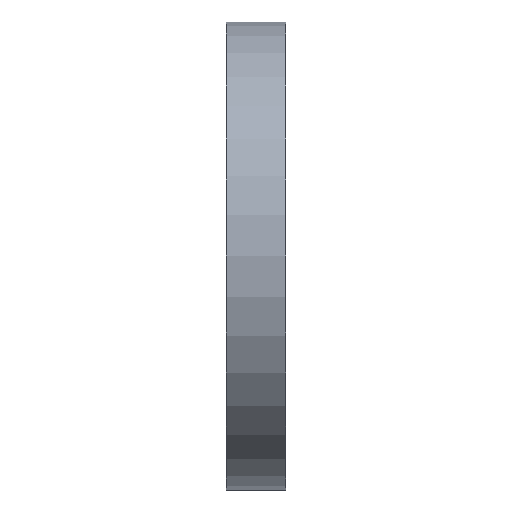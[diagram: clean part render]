
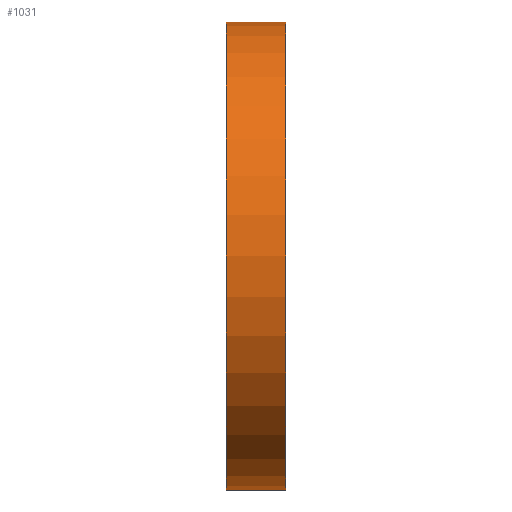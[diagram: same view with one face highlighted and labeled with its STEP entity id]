
A CAD part, front view. The second image highlights one B-rep face of the part: STEP entity #1031.
In plain terms, the highlighted cylindrical face has radius 43 mm (diameter 86 mm), a partial arc.
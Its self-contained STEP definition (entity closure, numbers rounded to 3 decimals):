
#6 = AXIS2_PLACEMENT_3D ( 'NONE', #223, #545, #884 ) ;
#30 = VECTOR ( 'NONE', #1107, 1000. ) ;
#49 = CYLINDRICAL_SURFACE ( 'NONE', #154, 43. ) ;
#112 = CIRCLE ( 'NONE', #623, 43. ) ;
#124 = CARTESIAN_POINT ( 'NONE',  ( 0., 0., -43. ) ) ;
#143 = LINE ( 'NONE', #672, #30 ) ;
#154 = AXIS2_PLACEMENT_3D ( 'NONE', #471, #793, #899 ) ;
#161 = CARTESIAN_POINT ( 'NONE',  ( 0., 0., 0. ) ) ;
#171 = VERTEX_POINT ( 'NONE', #818 ) ;
#221 = VERTEX_POINT ( 'NONE', #1359 ) ;
#223 = CARTESIAN_POINT ( 'NONE',  ( 11., 0., 0. ) ) ;
#425 = VERTEX_POINT ( 'NONE', #1346 ) ;
#471 = CARTESIAN_POINT ( 'NONE',  ( 0., 0., 0. ) ) ;
#489 = EDGE_CURVE ( 'NONE', #1333, #425, #622, .T. ) ;
#545 = DIRECTION ( 'NONE',  ( -1., 0., 0. ) ) ;
#577 = ORIENTED_EDGE ( 'NONE', *, *, #489, .F. ) ;
#622 = LINE ( 'NONE', #124, #787 ) ;
#623 = AXIS2_PLACEMENT_3D ( 'NONE', #161, #1127, #1010 ) ;
#672 = CARTESIAN_POINT ( 'NONE',  ( 0., 0., 43. ) ) ;
#776 = CIRCLE ( 'NONE', #6, 43. ) ;
#787 = VECTOR ( 'NONE', #1058, 1000. ) ;
#793 = DIRECTION ( 'NONE',  ( -1., 0., 0. ) ) ;
#818 = CARTESIAN_POINT ( 'NONE',  ( 0., 0., 43. ) ) ;
#857 = EDGE_CURVE ( 'NONE', #1333, #221, #776, .T. ) ;
#884 = DIRECTION ( 'NONE',  ( 0., 0., 1. ) ) ;
#899 = DIRECTION ( 'NONE',  ( 0., 0., 1. ) ) ;
#933 = ORIENTED_EDGE ( 'NONE', *, *, #857, .T. ) ;
#969 = CARTESIAN_POINT ( 'NONE',  ( 11., 0., -43. ) ) ;
#998 = EDGE_CURVE ( 'NONE', #221, #171, #143, .T. ) ;
#1007 = FACE_OUTER_BOUND ( 'NONE', #1096, .T. ) ;
#1010 = DIRECTION ( 'NONE',  ( 0., 0., 1. ) ) ;
#1031 = ADVANCED_FACE ( 'NONE', ( #1007 ), #49, .T. ) ;
#1058 = DIRECTION ( 'NONE',  ( -1., 0., 0. ) ) ;
#1085 = EDGE_CURVE ( 'NONE', #425, #171, #112, .T. ) ;
#1096 = EDGE_LOOP ( 'NONE', ( #577, #933, #1295, #1237 ) ) ;
#1107 = DIRECTION ( 'NONE',  ( -1., 0., 0. ) ) ;
#1127 = DIRECTION ( 'NONE',  ( -1., 0., 0. ) ) ;
#1237 = ORIENTED_EDGE ( 'NONE', *, *, #1085, .F. ) ;
#1295 = ORIENTED_EDGE ( 'NONE', *, *, #998, .T. ) ;
#1333 = VERTEX_POINT ( 'NONE', #969 ) ;
#1346 = CARTESIAN_POINT ( 'NONE',  ( 0., 0., -43. ) ) ;
#1359 = CARTESIAN_POINT ( 'NONE',  ( 11., 0., 43. ) ) ;
